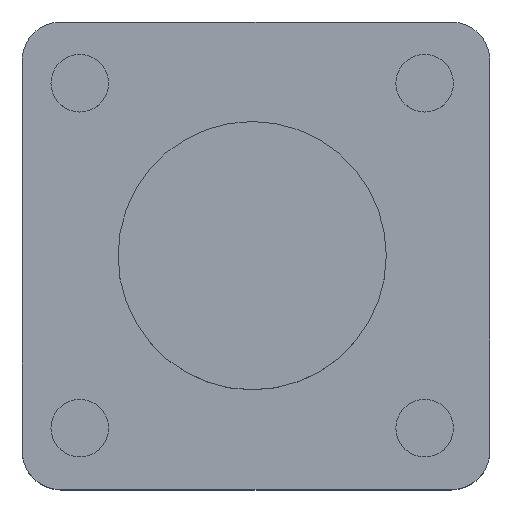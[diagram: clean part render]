
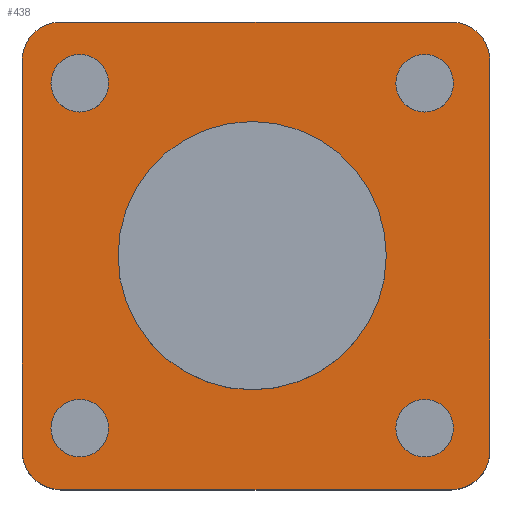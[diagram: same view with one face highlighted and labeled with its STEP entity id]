
A CAD part, top view. The second image highlights one B-rep face of the part: STEP entity #438.
In plain terms, the highlighted planar face has unit normal (0, 0, 1).
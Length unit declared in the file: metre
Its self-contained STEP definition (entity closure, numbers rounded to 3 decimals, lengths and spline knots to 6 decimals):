
#16=LINE('',#899,#32);
#20=LINE('',#911,#36);
#24=LINE('',#923,#40);
#27=LINE('',#932,#43);
#32=VECTOR('',#762,1.);
#36=VECTOR('',#774,1.);
#40=VECTOR('',#786,1.);
#43=VECTOR('',#797,1.);
#53=PLANE('',#690);
#106=ORIENTED_EDGE('',*,*,#185,.F.);
#107=ORIENTED_EDGE('',*,*,#186,.F.);
#108=ORIENTED_EDGE('',*,*,#187,.F.);
#109=ORIENTED_EDGE('',*,*,#188,.F.);
#110=ORIENTED_EDGE('',*,*,#189,.T.);
#111=ORIENTED_EDGE('',*,*,#163,.T.);
#112=ORIENTED_EDGE('',*,*,#167,.T.);
#113=ORIENTED_EDGE('',*,*,#170,.T.);
#114=ORIENTED_EDGE('',*,*,#173,.T.);
#115=ORIENTED_EDGE('',*,*,#176,.T.);
#116=ORIENTED_EDGE('',*,*,#179,.F.);
#117=ORIENTED_EDGE('',*,*,#182,.T.);
#118=ORIENTED_EDGE('',*,*,#184,.F.);
#163=EDGE_CURVE('',#210,#209,#246,.T.);
#167=EDGE_CURVE('',#209,#212,#16,.T.);
#170=EDGE_CURVE('',#212,#214,#248,.T.);
#173=EDGE_CURVE('',#214,#216,#20,.T.);
#176=EDGE_CURVE('',#216,#218,#250,.T.);
#179=EDGE_CURVE('',#220,#218,#24,.T.);
#182=EDGE_CURVE('',#220,#222,#252,.T.);
#184=EDGE_CURVE('',#210,#222,#27,.T.);
#185=EDGE_CURVE('',#223,#223,#253,.T.);
#186=EDGE_CURVE('',#224,#224,#254,.T.);
#187=EDGE_CURVE('',#225,#225,#255,.T.);
#188=EDGE_CURVE('',#226,#226,#256,.T.);
#189=EDGE_CURVE('',#227,#227,#257,.F.);
#209=VERTEX_POINT('',#890);
#210=VERTEX_POINT('',#892);
#212=VERTEX_POINT('',#898);
#214=VERTEX_POINT('',#904);
#216=VERTEX_POINT('',#910);
#218=VERTEX_POINT('',#916);
#220=VERTEX_POINT('',#922);
#222=VERTEX_POINT('',#928);
#223=VERTEX_POINT('',#935);
#224=VERTEX_POINT('',#937);
#225=VERTEX_POINT('',#939);
#226=VERTEX_POINT('',#941);
#227=VERTEX_POINT('',#943);
#246=CIRCLE('',#676,0.0005);
#248=CIRCLE('',#680,0.0005);
#250=CIRCLE('',#684,0.0005);
#252=CIRCLE('',#688,0.0005);
#253=CIRCLE('',#691,0.000375);
#254=CIRCLE('',#692,0.000375);
#255=CIRCLE('',#693,0.000375);
#256=CIRCLE('',#694,0.000375);
#257=CIRCLE('',#695,0.00175);
#288=EDGE_LOOP('',(#106));
#289=EDGE_LOOP('',(#107));
#290=EDGE_LOOP('',(#108));
#291=EDGE_LOOP('',(#109));
#292=EDGE_LOOP('',(#110));
#293=EDGE_LOOP('',(#111,#112,#113,#114,#115,#116,#117,#118));
#342=FACE_BOUND('',#288,.T.);
#343=FACE_BOUND('',#289,.T.);
#344=FACE_BOUND('',#290,.T.);
#345=FACE_BOUND('',#291,.T.);
#346=FACE_BOUND('',#292,.T.);
#347=FACE_BOUND('',#293,.T.);
#438=ADVANCED_FACE('',(#342,#343,#344,#345,#346,#347),#53,.T.);
#676=AXIS2_PLACEMENT_3D('',#891,#755,#756);
#680=AXIS2_PLACEMENT_3D('',#905,#768,#769);
#684=AXIS2_PLACEMENT_3D('',#917,#780,#781);
#688=AXIS2_PLACEMENT_3D('',#929,#792,#793);
#690=AXIS2_PLACEMENT_3D('',#933,#798,#799);
#691=AXIS2_PLACEMENT_3D('',#934,#800,#801);
#692=AXIS2_PLACEMENT_3D('',#936,#802,#803);
#693=AXIS2_PLACEMENT_3D('',#938,#804,#805);
#694=AXIS2_PLACEMENT_3D('',#940,#806,#807);
#695=AXIS2_PLACEMENT_3D('',#942,#808,#809);
#755=DIRECTION('',(0.,0.,1.));
#756=DIRECTION('',(1.,0.,0.));
#762=DIRECTION('',(0.,-1.,0.));
#768=DIRECTION('',(0.,0.,1.));
#769=DIRECTION('',(1.,0.,0.));
#774=DIRECTION('',(1.,0.,0.));
#780=DIRECTION('',(0.,0.,1.));
#781=DIRECTION('',(1.,0.,0.));
#786=DIRECTION('',(0.,-1.,0.));
#792=DIRECTION('',(0.,0.,1.));
#793=DIRECTION('',(1.,0.,0.));
#797=DIRECTION('',(1.,0.,0.));
#798=DIRECTION('',(0.,0.,1.));
#799=DIRECTION('',(1.,0.,0.));
#800=DIRECTION('',(0.,0.,1.));
#801=DIRECTION('',(1.,0.,0.));
#802=DIRECTION('',(0.,0.,1.));
#803=DIRECTION('',(1.,0.,0.));
#804=DIRECTION('',(0.,0.,1.));
#805=DIRECTION('',(1.,0.,0.));
#806=DIRECTION('',(0.,0.,1.));
#807=DIRECTION('',(1.,0.,0.));
#808=DIRECTION('',(0.,0.,1.));
#809=DIRECTION('',(1.,0.,0.));
#890=CARTESIAN_POINT('',(-0.003,0.00255,0.0036));
#891=CARTESIAN_POINT('',(-0.0025,0.00255,0.0036));
#892=CARTESIAN_POINT('',(-0.0025,0.00305,0.0036));
#898=CARTESIAN_POINT('',(-0.003,-0.00255,0.0036));
#899=CARTESIAN_POINT('',(-0.003,0.,0.0036));
#904=CARTESIAN_POINT('',(-0.0025,-0.00305,0.0036));
#905=CARTESIAN_POINT('',(-0.0025,-0.00255,0.0036));
#910=CARTESIAN_POINT('',(0.0026,-0.00305,0.0036));
#911=CARTESIAN_POINT('',(0.00005,-0.00305,0.0036));
#916=CARTESIAN_POINT('',(0.0031,-0.002551,0.0036));
#917=CARTESIAN_POINT('',(0.0026,-0.00255,0.0036));
#922=CARTESIAN_POINT('',(0.0031,0.00255,0.0036));
#923=CARTESIAN_POINT('',(0.0031,0.,0.0036));
#928=CARTESIAN_POINT('',(0.0026,0.00305,0.0036));
#929=CARTESIAN_POINT('',(0.0026,0.00255,0.0036));
#932=CARTESIAN_POINT('',(0.00005,0.00305,0.0036));
#933=CARTESIAN_POINT('',(0.00005,0.,0.0036));
#934=CARTESIAN_POINT('',(0.00225,-0.00225,0.0036));
#935=CARTESIAN_POINT('',(0.002625,-0.00225,0.0036));
#936=CARTESIAN_POINT('',(-0.00225,-0.00225,0.0036));
#937=CARTESIAN_POINT('',(-0.001875,-0.00225,0.0036));
#938=CARTESIAN_POINT('',(-0.00225,0.00225,0.0036));
#939=CARTESIAN_POINT('',(-0.001875,0.00225,0.0036));
#940=CARTESIAN_POINT('',(0.00225,0.00225,0.0036));
#941=CARTESIAN_POINT('',(0.002625,0.00225,0.0036));
#942=CARTESIAN_POINT('',(0.,0.,0.0036));
#943=CARTESIAN_POINT('',(0.00175,0.,0.0036));
